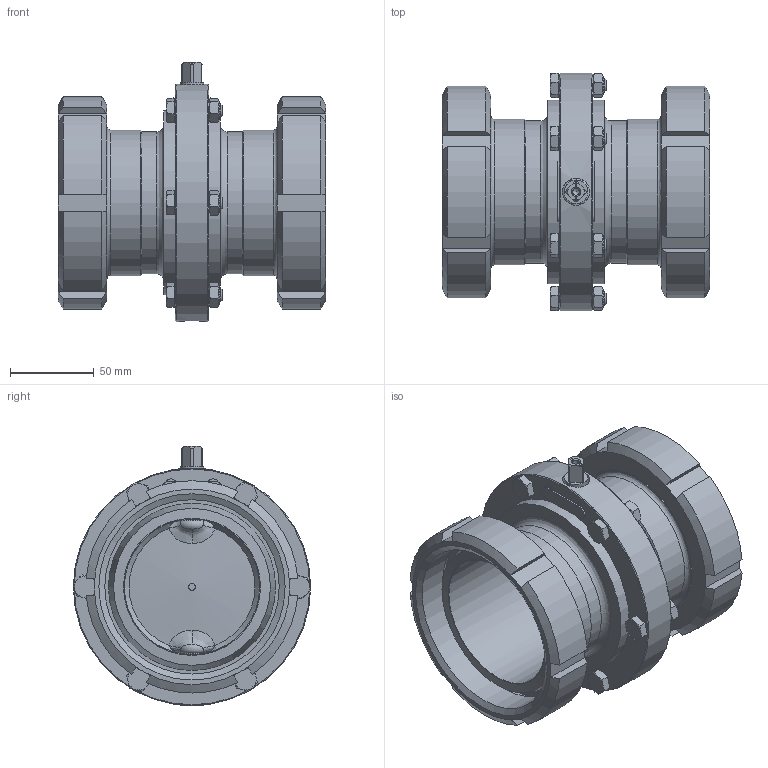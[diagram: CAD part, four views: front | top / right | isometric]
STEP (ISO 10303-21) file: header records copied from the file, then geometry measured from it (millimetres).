
FILE_DESCRIPTION((''),'2;1');
FILE_NAME('56640080XX30.stp','2010-11-23T14:59:24',('Creator'),(''),'Autodesk Inventor 2010','Autodesk Inventor 2010','');
FILE_SCHEMA(('AUTOMOTIVE_DESIGN { 1 0 10303 214 1 1 1 1 }'));
Length unit declared in the file: millimetre
Products named in the file (1): 56640080XX30
Bounding box: 160 x 142 x 155 mm (x, y, z)
Volume: 646234.5 mm3; surface area: 193132.1 mm2
Topology: 1 solids, 9 shells, 408 faces, 966 edges, 612 vertices
Faces by surface type: plane 198, cone 106, cylinder 78, bspline 20, torus 6
Full cylindrical faces by diameter (mm): 4.134 x1, 7.2 x6, 7.323 x6, 8 x12, 8.5 x6, 11.4 x6, 14 x2, 16.2 x2, 81 x2, 85 x2, 87 x2, 93 x2, 94 x2, 104.29 x2, 110 x2, 110.4 x2, 142 x1
Entity records: 12885 total; most frequent: CARTESIAN_POINT 4706, ORIENTED_EDGE 1660, DIRECTION 1600, EDGE_CURVE 830, AXIS2_PLACEMENT_3D 694, VERTEX_POINT 578, EDGE_LOOP 572, FACE_OUTER_BOUND 407
